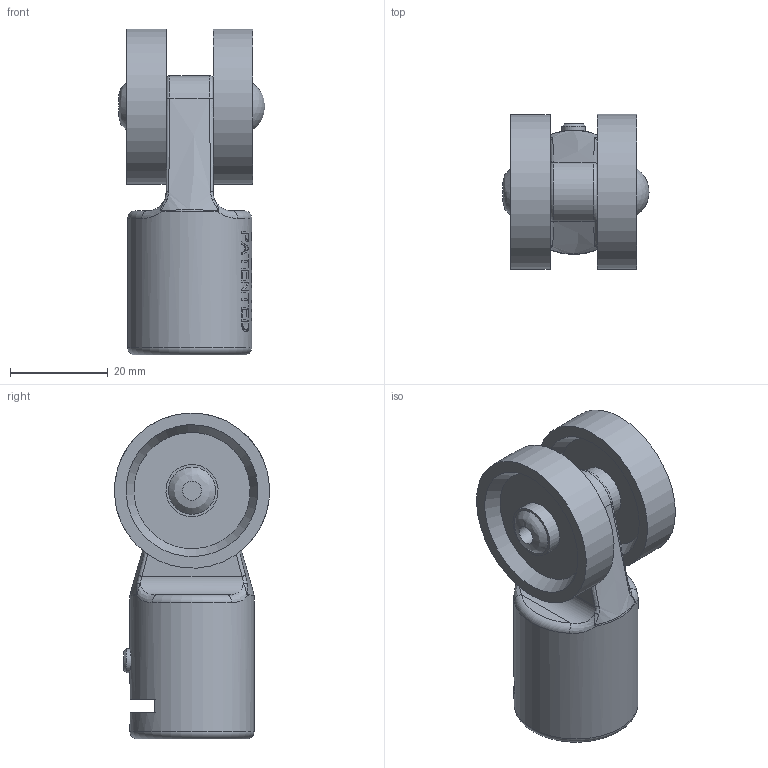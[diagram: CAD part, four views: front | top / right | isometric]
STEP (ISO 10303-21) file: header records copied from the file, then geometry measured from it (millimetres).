
FILE_DESCRIPTION(/* description */ (''),/* implementation_level */ '2;1');
FILE_NAME(/* name */ '16722-50PK.stp',/* time_stamp */ '2020-11-24T17:03:23-05:00',/* author */ ('jenniferk'),/* organization */ (''),/* preprocessor_version */ 'ST-DEVELOPER v18.1',/* originating_system */ 'Autodesk Inventor 2020',/* authorisation */ '');
FILE_SCHEMA (('AUTOMOTIVE_DESIGN { 1 0 10303 214 3 1 1 }'));
Length unit declared in the file: inch
Products named in the file (1): 16722-50PK_Shrinkwrap_1
Bounding box: 29.9 x 31.75 x 66.67 mm (x, y, z)
Volume: 24786.1 mm3; surface area: 13104.7 mm2
Topology: 5 solids, 5 shells, 443 faces, 1151 edges, 760 vertices
Faces by surface type: plane 279, bspline 94, cylinder 54, cone 10, torus 5, sphere 1
Full cylindrical faces by diameter (mm): 3.912 x1, 4.826 x1, 5.08 x1, 5.69 x1, 5.905 x2, 6.045 x1, 10.668 x4, 25.4 x1, 31.75 x2
Entity records: 16035 total; most frequent: CARTESIAN_POINT 4978, ORIENTED_EDGE 2290, DIRECTION 1985, EDGE_CURVE 1145, VERTEX_POINT 760, AXIS2_PLACEMENT_3D 678, LINE 629, VECTOR 629
